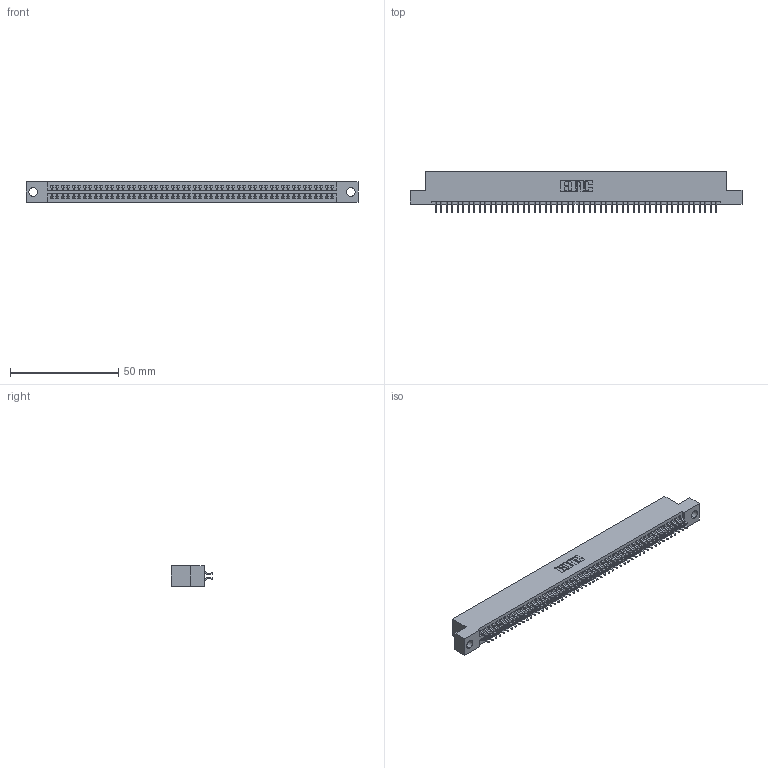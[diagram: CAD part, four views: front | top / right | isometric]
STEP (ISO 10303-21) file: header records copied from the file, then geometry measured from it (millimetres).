
FILE_DESCRIPTION (( 'STEP AP203' ), '1' );
FILE_NAME ('345-104-556-204.STEP', '2021-05-21T13:40:29', ( '' ), ( '' ), 'SwSTEP 2.0', 'SolidWorks 2020', '' );
FILE_SCHEMA (( 'CONFIG_CONTROL_DESIGN' ));
Length unit declared in the file: inch
Products named in the file (3): 345-104-556-204; 345 Part_Flush Mounting Lugs - 0.156 Dia-TI; 345-292-001_556 Tail
Assembly tree (105 placements, depth 2):
  345-104-556-204
    345 Part_Flush Mounting Lugs - 0.156 Dia-TI
    345-292-001_556 Tail  x104
Bounding box: 153.29 x 19.24 x 9.4 mm (x, y, z)
Volume: 14873.4 mm3; surface area: 21939.6 mm2
Topology: 105 solids, 105 shells, 5964 faces, 17745 edges, 11690 vertices
Faces by surface type: plane 3942, cylinder 2022
Entity records: 40093 total; most frequent: CARTESIAN_POINT 6730, ORIENTED_EDGE 6650, DIRECTION 5909, EDGE_CURVE 3325, VECTOR 2977, LINE 2977, VERTEX_POINT 2214, AXIS2_PLACEMENT_3D 1466
